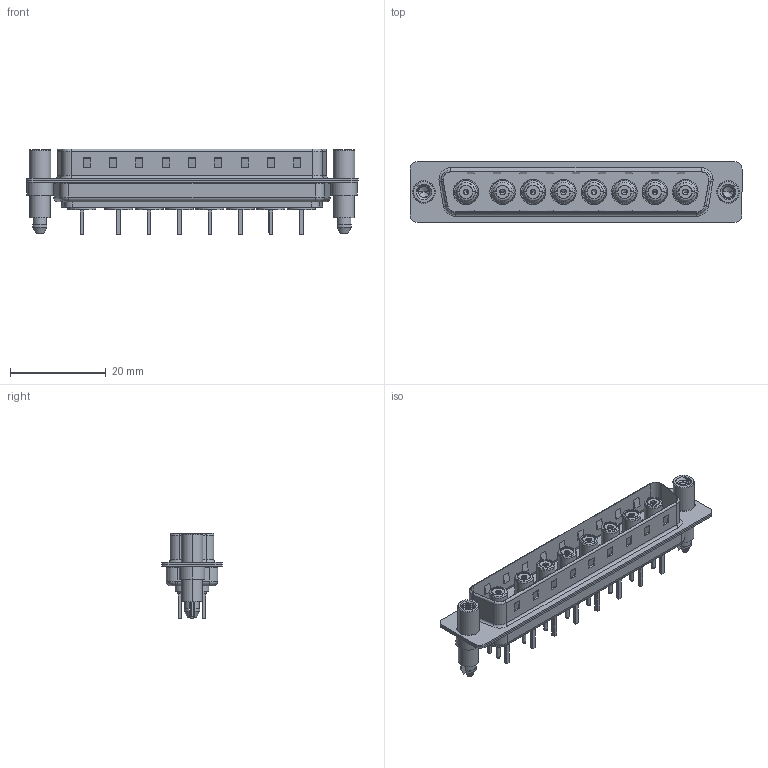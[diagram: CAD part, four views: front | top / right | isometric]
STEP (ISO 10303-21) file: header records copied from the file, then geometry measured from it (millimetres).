
FILE_DESCRIPTION (( 'STEP AP203' ), '1' );
FILE_NAME ('627-8W8-624-7NE.STEP', '2019-05-28T06:13:18', ( '' ), ( '' ), 'SwSTEP 2.0', 'SolidWorks 2016', '' );
FILE_SCHEMA (( 'CONFIG_CONTROL_DESIGN' ));
Length unit declared in the file: millimetre
Products named in the file (12): Insulator Socket; Insulator Socket 2; 627Combo Housing_8W8; Co-Ax Jack_Straight PC Tail; 627Combo Shell Front_37 Contacts; 627Combo Threaded Standoff and Boardlock_6; 627Combo Threaded Standoff and Boardlock_E; 627Combo Shell Rear_37 Contacts; Socket_Str; Co-Ax Jack Assy_S; Locking Collar; 627-8W8-624-7NE
Assembly tree (18 placements, depth 3):
  627-8W8-624-7NE
    627Combo Housing_8W8
    627Combo Shell Rear_37 Contacts
    627Combo Shell Front_37 Contacts
    627Combo Threaded Standoff and Boardlock_E
    Co-Ax Jack Assy_S  x8
      Co-Ax Jack_Straight PC Tail
      Insulator Socket
      Insulator Socket 2
      Locking Collar
      Socket_Str
    627Combo Threaded Standoff and Boardlock_6
Bounding box: 69.3 x 12.6 x 17.9 mm (x, y, z)
Volume: 4292.4 mm3; surface area: 12933 mm2
Topology: 45 solids, 45 shells, 1355 faces, 3183 edges, 1999 vertices
Faces by surface type: plane 597, cylinder 549, cone 89, torus 82, bspline 22, sphere 16
Entity records: 22097 total; most frequent: CARTESIAN_POINT 5820, DIRECTION 3178, ORIENTED_EDGE 3028, EDGE_CURVE 1514, AXIS2_PLACEMENT_3D 1161, VERTEX_POINT 963, VECTOR 856, LINE 856
